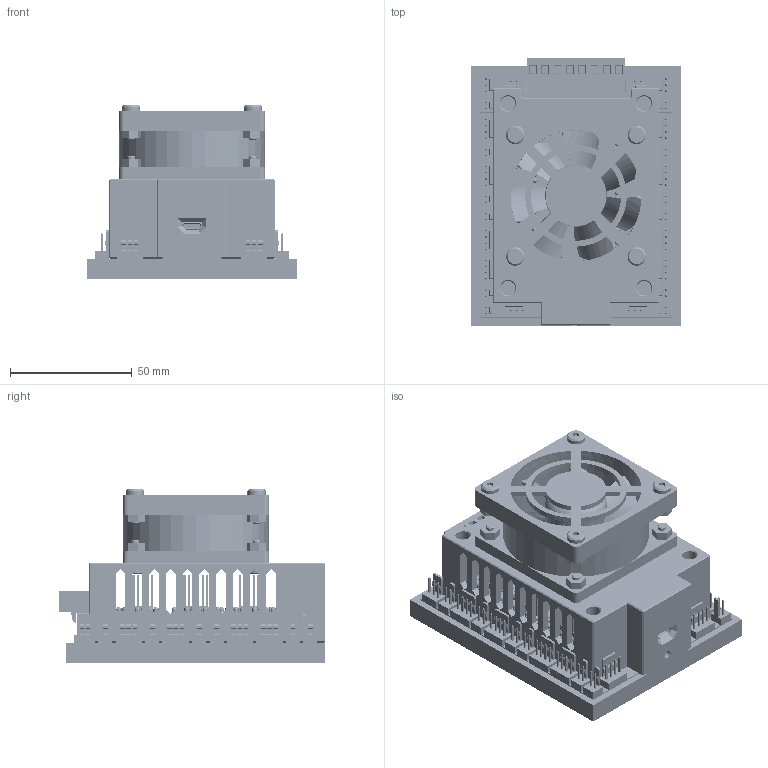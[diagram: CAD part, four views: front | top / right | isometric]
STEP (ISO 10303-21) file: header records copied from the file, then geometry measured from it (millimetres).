
FILE_DESCRIPTION (( 'STEP AP203' ), '1' );
FILE_NAME ('CASE FOR CNC_MOD_BOARD_V02.STEP', '2021-05-10T13:43:13', ( '' ), ( '' ), 'SwSTEP 2.0', 'SolidWorks 2020', '' );
FILE_SCHEMA (( 'CONFIG_CONTROL_DESIGN' ));
Products named in the file (1): CASE FOR CNC_MOD_BOARD_V02
Bounding box: 86.6 x 109.86 x 71.3 mm (x, y, z)
Volume: 156333.1 mm3; surface area: 161887.9 mm2
Topology: 40 solids, 56 shells, 10623 faces, 27445 edges, 17749 vertices
Faces by surface type: plane 7577, cylinder 2288, sphere 548, cone 100, torus 62, bspline 48
Entity records: 320319 total; most frequent: CARTESIAN_POINT 62302, DIRECTION 53178, ORIENTED_EDGE 52698, EDGE_CURVE 26349, VECTOR 19704, LINE 19704, VERTEX_POINT 17201, AXIS2_PLACEMENT_3D 16737
